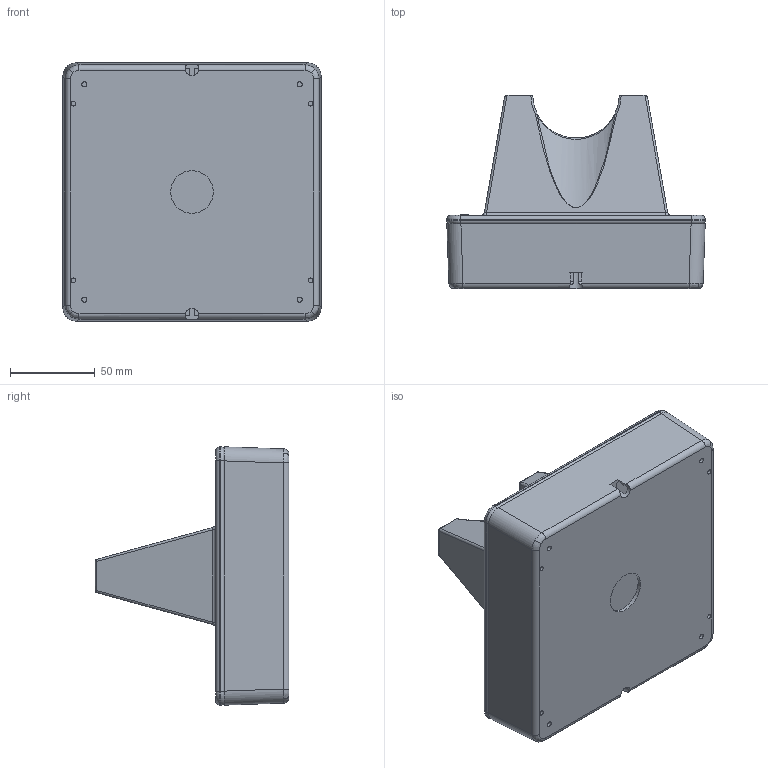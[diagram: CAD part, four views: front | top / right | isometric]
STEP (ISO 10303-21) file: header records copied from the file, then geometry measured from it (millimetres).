
FILE_DESCRIPTION((''),'2;1');
FILE_NAME('1.5 with spacer.stp','2012-11-21T08:41:37',('rdavis'),(''),'Autodesk Inventor 2013','Autodesk Inventor 2013','');
FILE_SCHEMA(('AUTOMOTIVE_DESIGN { 1 0 10303 214 1 1 1 1 }'));
Length unit declared in the file: inch
Products named in the file (4): 1.5 with spacer; 1; 1.5 Spacer; Spacers_1.5 Spacer
Assembly tree (3 placements, depth 3):
  1.5 with spacer
    1
    1.5 Spacer
      Spacers_1.5 Spacer
Bounding box: 152.4 x 114.3 x 152.4 mm (x, y, z)
Volume: 253617.4 mm3; surface area: 185844 mm2
Topology: 2 solids, 2 shells, 1586 faces, 4219 edges, 2764 vertices
Faces by surface type: plane 1029, bspline 420, cylinder 97, sphere 20, torus 16, cone 4
Full cylindrical faces by diameter (mm): 2.718 x8, 3.048 x4, 25.146 x1
Entity records: 72219 total; most frequent: CARTESIAN_POINT 33907, ORIENTED_EDGE 8380, DIRECTION 6026, EDGE_CURVE 4190, VECTOR 3084, LINE 3084, VERTEX_POINT 2762, EDGE_LOOP 1756
